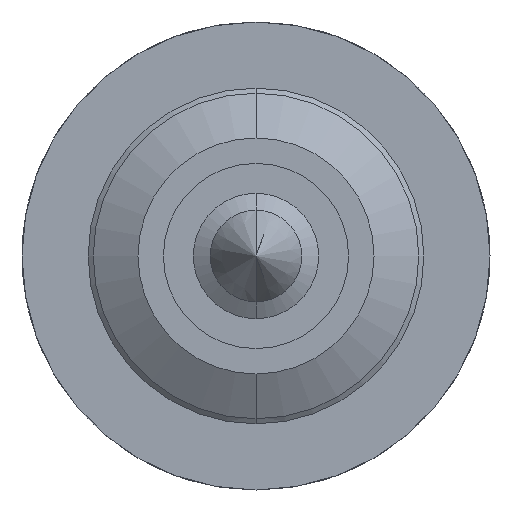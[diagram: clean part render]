
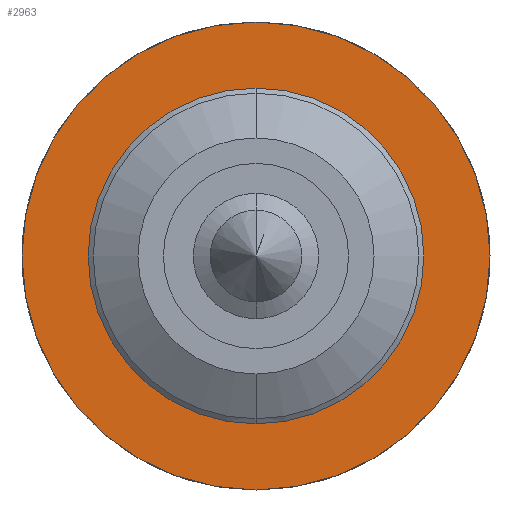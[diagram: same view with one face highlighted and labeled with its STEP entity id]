
A CAD part, front view. The second image highlights one B-rep face of the part: STEP entity #2963.
In plain terms, the highlighted planar face has unit normal (0, -1, 0).
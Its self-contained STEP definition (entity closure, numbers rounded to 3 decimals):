
#77 = DIRECTION ( 'NONE',  ( 0., 0., 1. ) ) ;
#129 = DIRECTION ( 'NONE',  ( 0., 1., 0. ) ) ;
#200 = PLANE ( 'NONE',  #3189 ) ;
#221 = CARTESIAN_POINT ( 'NONE',  ( 0., -2., 1.15 ) ) ;
#225 = AXIS2_PLACEMENT_3D ( 'NONE', #1368, #351, #334 ) ;
#290 = DIRECTION ( 'NONE',  ( 0., 0., 1. ) ) ;
#334 = DIRECTION ( 'NONE',  ( 0., 0., 1. ) ) ;
#351 = DIRECTION ( 'NONE',  ( 0., 1., 0. ) ) ;
#387 = CIRCLE ( 'NONE', #1754, 0.825 ) ;
#455 = FACE_OUTER_BOUND ( 'NONE', #3725, .T. ) ;
#466 = DIRECTION ( 'NONE',  ( 0., 0., 1. ) ) ;
#645 = DIRECTION ( 'NONE',  ( 0., 1., 0. ) ) ;
#647 = CARTESIAN_POINT ( 'NONE',  ( 0., -2., 0. ) ) ;
#800 = CARTESIAN_POINT ( 'NONE',  ( 0., -2., 0. ) ) ;
#1368 = CARTESIAN_POINT ( 'NONE',  ( 0., -2., 0. ) ) ;
#1479 = ORIENTED_EDGE ( 'NONE', *, *, #2031, .F. ) ;
#1487 = EDGE_CURVE ( 'NONE', #3882, #1928, #387, .T. ) ;
#1556 = EDGE_LOOP ( 'NONE', ( #3402, #3336 ) ) ;
#1665 = CARTESIAN_POINT ( 'NONE',  ( 0., -2., 0.825 ) ) ;
#1754 = AXIS2_PLACEMENT_3D ( 'NONE', #647, #3613, #290 ) ;
#1805 = CARTESIAN_POINT ( 'NONE',  ( 1.15, -2., 0. ) ) ;
#1916 = VERTEX_POINT ( 'NONE', #4321 ) ;
#1928 = VERTEX_POINT ( 'NONE', #2647 ) ;
#1962 = CIRCLE ( 'NONE', #4023, 0.825 ) ;
#1997 = DIRECTION ( 'NONE',  ( 0., 0., 1. ) ) ;
#2031 = EDGE_CURVE ( 'NONE', #1916, #3611, #3354, .T. ) ;
#2197 = CIRCLE ( 'NONE', #2577, 1.15 ) ;
#2308 = FACE_BOUND ( 'NONE', #1556, .T. ) ;
#2511 = EDGE_CURVE ( 'NONE', #1928, #3882, #1962, .T. ) ;
#2577 = AXIS2_PLACEMENT_3D ( 'NONE', #800, #3779, #77 ) ;
#2647 = CARTESIAN_POINT ( 'NONE',  ( 0., -2., -0.825 ) ) ;
#2844 = ORIENTED_EDGE ( 'NONE', *, *, #4053, .F. ) ;
#2934 = CARTESIAN_POINT ( 'NONE',  ( 0., -2., 0. ) ) ;
#2963 = ADVANCED_FACE ( 'NONE', ( #455, #2308 ), #200, .F. ) ;
#3189 = AXIS2_PLACEMENT_3D ( 'NONE', #1805, #129, #466 ) ;
#3336 = ORIENTED_EDGE ( 'NONE', *, *, #2511, .T. ) ;
#3354 = CIRCLE ( 'NONE', #225, 1.15 ) ;
#3402 = ORIENTED_EDGE ( 'NONE', *, *, #1487, .T. ) ;
#3611 = VERTEX_POINT ( 'NONE', #221 ) ;
#3613 = DIRECTION ( 'NONE',  ( 0., 1., 0. ) ) ;
#3725 = EDGE_LOOP ( 'NONE', ( #2844, #1479 ) ) ;
#3779 = DIRECTION ( 'NONE',  ( 0., 1., 0. ) ) ;
#3882 = VERTEX_POINT ( 'NONE', #1665 ) ;
#4023 = AXIS2_PLACEMENT_3D ( 'NONE', #2934, #645, #1997 ) ;
#4053 = EDGE_CURVE ( 'NONE', #3611, #1916, #2197, .T. ) ;
#4321 = CARTESIAN_POINT ( 'NONE',  ( 0., -2., -1.15 ) ) ;
